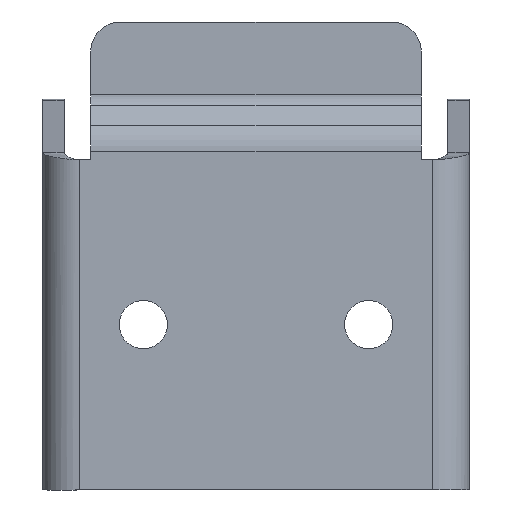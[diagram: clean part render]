
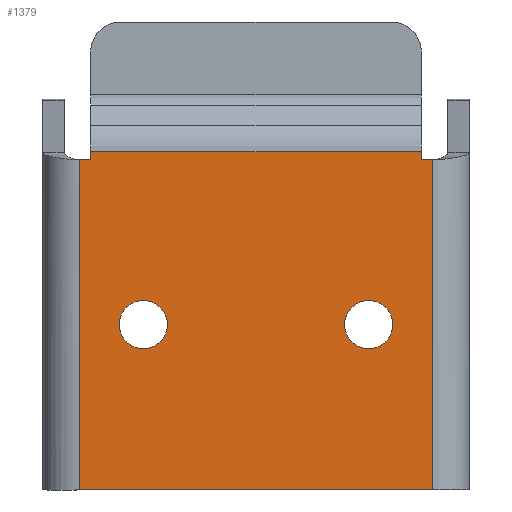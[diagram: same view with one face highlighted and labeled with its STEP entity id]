
A CAD part, front view. The second image highlights one B-rep face of the part: STEP entity #1379.
In plain terms, the highlighted planar face has unit normal (0, -1, 0).
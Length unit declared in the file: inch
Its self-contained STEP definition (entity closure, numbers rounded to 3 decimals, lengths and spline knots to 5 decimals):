
#15 = ORIENTED_EDGE ( 'NONE', *, *, #593, .T. ) ;
#17 = LINE ( 'NONE', #813, #41 ) ;
#41 = VECTOR ( 'NONE', #1352, 39.37008 ) ;
#90 = DIRECTION ( 'NONE',  ( 0., 1., 0. ) ) ;
#166 = ORIENTED_EDGE ( 'NONE', *, *, #412, .T. ) ;
#177 = DIRECTION ( 'NONE',  ( -1., 0., 0. ) ) ;
#178 = FACE_BOUND ( 'NONE', #790, .T. ) ;
#187 = LINE ( 'NONE', #585, #389 ) ;
#195 = ORIENTED_EDGE ( 'NONE', *, *, #1554, .T. ) ;
#245 = DIRECTION ( 'NONE',  ( -1., 0., 0. ) ) ;
#296 = DIRECTION ( 'NONE',  ( 0., 0., 1. ) ) ;
#297 = FACE_OUTER_BOUND ( 'NONE', #480, .T. ) ;
#304 = VECTOR ( 'NONE', #1380, 39.37008 ) ;
#357 = DIRECTION ( 'NONE',  ( 0., 0., 1. ) ) ;
#369 = ORIENTED_EDGE ( 'NONE', *, *, #1294, .T. ) ;
#376 = CARTESIAN_POINT ( 'NONE',  ( -0.6875, -0.125, 1.40622 ) ) ;
#378 = CARTESIAN_POINT ( 'NONE',  ( 0.46875, -0.125, 0.78789 ) ) ;
#389 = VECTOR ( 'NONE', #177, 39.37008 ) ;
#390 = AXIS2_PLACEMENT_3D ( 'NONE', #928, #1572, #505 ) ;
#399 = CARTESIAN_POINT ( 'NONE',  ( -0.6875, -0.125, 1.37222 ) ) ;
#412 = EDGE_CURVE ( 'NONE', #1542, #416, #447, .T. ) ;
#416 = VERTEX_POINT ( 'NONE', #378 ) ;
#439 = DIRECTION ( 'NONE',  ( 0., -1., 0. ) ) ;
#447 = CIRCLE ( 'NONE', #390, 0.10039 ) ;
#480 = EDGE_LOOP ( 'NONE', ( #1481, #1085, #369, #15, #890, #1535, #1547, #195 ) ) ;
#505 = DIRECTION ( 'NONE',  ( 0., 0., 1. ) ) ;
#526 = VERTEX_POINT ( 'NONE', #547 ) ;
#547 = CARTESIAN_POINT ( 'NONE',  ( -0.73431, -0.125, 0. ) ) ;
#553 = CARTESIAN_POINT ( 'NONE',  ( 0.73431, -0.125, 1.37222 ) ) ;
#560 = EDGE_CURVE ( 'NONE', #1474, #1413, #1265, .T. ) ;
#585 = CARTESIAN_POINT ( 'NONE',  ( -0.6875, -0.125, 1.37222 ) ) ;
#589 = DIRECTION ( 'NONE',  ( 0., 1., 0. ) ) ;
#593 = EDGE_CURVE ( 'NONE', #944, #846, #1167, .T. ) ;
#594 = CARTESIAN_POINT ( 'NONE',  ( -0.46875, -0.125, 0.58711 ) ) ;
#611 = VERTEX_POINT ( 'NONE', #1126 ) ;
#618 = CARTESIAN_POINT ( 'NONE',  ( -0.5625, -0.125, 1.40622 ) ) ;
#637 = CARTESIAN_POINT ( 'NONE',  ( -0.46875, -0.125, 0.78789 ) ) ;
#651 = EDGE_CURVE ( 'NONE', #1661, #1213, #760, .T. ) ;
#712 = CARTESIAN_POINT ( 'NONE',  ( -0.46875, -0.125, 0.6875 ) ) ;
#734 = EDGE_LOOP ( 'NONE', ( #1248, #166 ) ) ;
#754 = CARTESIAN_POINT ( 'NONE',  ( -0.46875, -0.125, 0.6875 ) ) ;
#760 = LINE ( 'NONE', #896, #1553 ) ;
#774 = CARTESIAN_POINT ( 'NONE',  ( 0.6875, -0.125, 1.40622 ) ) ;
#790 = EDGE_LOOP ( 'NONE', ( #1680, #1566 ) ) ;
#813 = CARTESIAN_POINT ( 'NONE',  ( 0.73431, -0.125, 1.87277 ) ) ;
#822 = AXIS2_PLACEMENT_3D ( 'NONE', #1093, #1503, #296 ) ;
#829 = EDGE_CURVE ( 'NONE', #416, #1542, #1667, .T. ) ;
#842 = PLANE ( 'NONE',  #1020 ) ;
#846 = VERTEX_POINT ( 'NONE', #1112 ) ;
#889 = DIRECTION ( 'NONE',  ( 1., 0., 0. ) ) ;
#890 = ORIENTED_EDGE ( 'NONE', *, *, #1062, .T. ) ;
#896 = CARTESIAN_POINT ( 'NONE',  ( -0.6875, -0.125, 1.87277 ) ) ;
#902 = LINE ( 'NONE', #618, #1527 ) ;
#907 = LINE ( 'NONE', #1561, #1684 ) ;
#928 = CARTESIAN_POINT ( 'NONE',  ( 0.46875, -0.125, 0.6875 ) ) ;
#944 = VERTEX_POINT ( 'NONE', #553 ) ;
#971 = DIRECTION ( 'NONE',  ( 0., 0., -1. ) ) ;
#1004 = EDGE_CURVE ( 'NONE', #1012, #1661, #902, .T. ) ;
#1012 = VERTEX_POINT ( 'NONE', #774 ) ;
#1020 = AXIS2_PLACEMENT_3D ( 'NONE', #1645, #439, #971 ) ;
#1022 = DIRECTION ( 'NONE',  ( 0., 0., 1. ) ) ;
#1036 = DIRECTION ( 'NONE',  ( 0., 0., 1. ) ) ;
#1062 = EDGE_CURVE ( 'NONE', #846, #1012, #1194, .T. ) ;
#1085 = ORIENTED_EDGE ( 'NONE', *, *, #1499, .T. ) ;
#1093 = CARTESIAN_POINT ( 'NONE',  ( 0.46875, -0.125, 0.6875 ) ) ;
#1112 = CARTESIAN_POINT ( 'NONE',  ( 0.6875, -0.125, 1.37222 ) ) ;
#1126 = CARTESIAN_POINT ( 'NONE',  ( -0.73431, -0.125, 1.37222 ) ) ;
#1167 = LINE ( 'NONE', #1705, #304 ) ;
#1179 = LINE ( 'NONE', #1416, #1342 ) ;
#1181 = VERTEX_POINT ( 'NONE', #1227 ) ;
#1194 = LINE ( 'NONE', #1728, #1638 ) ;
#1213 = VERTEX_POINT ( 'NONE', #399 ) ;
#1227 = CARTESIAN_POINT ( 'NONE',  ( 0.73431, -0.125, 0. ) ) ;
#1233 = CIRCLE ( 'NONE', #1399, 0.10039 ) ;
#1248 = ORIENTED_EDGE ( 'NONE', *, *, #829, .T. ) ;
#1265 = CIRCLE ( 'NONE', #1598, 0.10039 ) ;
#1294 = EDGE_CURVE ( 'NONE', #1181, #944, #17, .T. ) ;
#1310 = CARTESIAN_POINT ( 'NONE',  ( 0.46875, -0.125, 0.58711 ) ) ;
#1342 = VECTOR ( 'NONE', #1022, 39.37008 ) ;
#1352 = DIRECTION ( 'NONE',  ( 0., 0., 1. ) ) ;
#1379 = ADVANCED_FACE ( 'NONE', ( #297, #1652, #178 ), #842, .T. ) ;
#1380 = DIRECTION ( 'NONE',  ( -1., 0., 0. ) ) ;
#1399 = AXIS2_PLACEMENT_3D ( 'NONE', #754, #90, #1036 ) ;
#1413 = VERTEX_POINT ( 'NONE', #594 ) ;
#1416 = CARTESIAN_POINT ( 'NONE',  ( -0.73431, -0.125, 1.87277 ) ) ;
#1429 = DIRECTION ( 'NONE',  ( 0., 0., -1. ) ) ;
#1474 = VERTEX_POINT ( 'NONE', #637 ) ;
#1481 = ORIENTED_EDGE ( 'NONE', *, *, #1489, .F. ) ;
#1489 = EDGE_CURVE ( 'NONE', #526, #611, #1179, .T. ) ;
#1499 = EDGE_CURVE ( 'NONE', #526, #1181, #907, .T. ) ;
#1503 = DIRECTION ( 'NONE',  ( 0., 1., 0. ) ) ;
#1508 = EDGE_CURVE ( 'NONE', #1413, #1474, #1233, .T. ) ;
#1527 = VECTOR ( 'NONE', #245, 39.37008 ) ;
#1535 = ORIENTED_EDGE ( 'NONE', *, *, #1004, .T. ) ;
#1542 = VERTEX_POINT ( 'NONE', #1310 ) ;
#1547 = ORIENTED_EDGE ( 'NONE', *, *, #651, .T. ) ;
#1553 = VECTOR ( 'NONE', #1429, 39.37008 ) ;
#1554 = EDGE_CURVE ( 'NONE', #1213, #611, #187, .T. ) ;
#1561 = CARTESIAN_POINT ( 'NONE',  ( -1.14012, -0.125, 0. ) ) ;
#1566 = ORIENTED_EDGE ( 'NONE', *, *, #1508, .T. ) ;
#1572 = DIRECTION ( 'NONE',  ( 0., 1., 0. ) ) ;
#1598 = AXIS2_PLACEMENT_3D ( 'NONE', #712, #589, #357 ) ;
#1638 = VECTOR ( 'NONE', #1676, 39.37008 ) ;
#1645 = CARTESIAN_POINT ( 'NONE',  ( -0.5625, -0.125, 1.87277 ) ) ;
#1652 = FACE_BOUND ( 'NONE', #734, .T. ) ;
#1661 = VERTEX_POINT ( 'NONE', #376 ) ;
#1667 = CIRCLE ( 'NONE', #822, 0.10039 ) ;
#1676 = DIRECTION ( 'NONE',  ( 0., 0., 1. ) ) ;
#1680 = ORIENTED_EDGE ( 'NONE', *, *, #560, .T. ) ;
#1684 = VECTOR ( 'NONE', #889, 39.37008 ) ;
#1705 = CARTESIAN_POINT ( 'NONE',  ( 0.6875, -0.125, 1.37222 ) ) ;
#1728 = CARTESIAN_POINT ( 'NONE',  ( 0.6875, -0.125, 1.87277 ) ) ;
